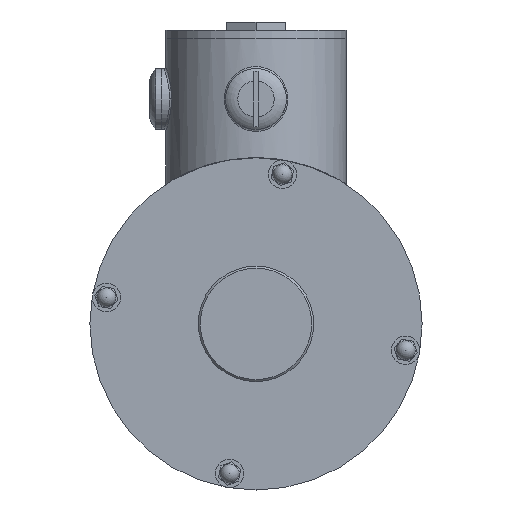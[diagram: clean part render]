
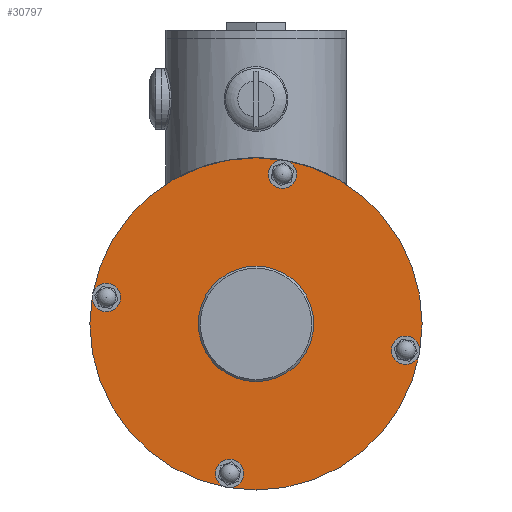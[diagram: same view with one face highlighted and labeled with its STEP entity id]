
A CAD part, left-side view. The second image highlights one B-rep face of the part: STEP entity #30797.
In plain terms, the highlighted planar face has unit normal (-1, 0, 0).
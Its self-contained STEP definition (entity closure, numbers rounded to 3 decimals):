
#10797=ORIENTED_EDGE('',*,*,#13652,.F.);
#10798=ORIENTED_EDGE('',*,*,#13653,.F.);
#10799=ORIENTED_EDGE('',*,*,#13654,.T.);
#10800=ORIENTED_EDGE('',*,*,#13651,.F.);
#10801=ORIENTED_EDGE('',*,*,#13655,.F.);
#10802=ORIENTED_EDGE('',*,*,#13656,.F.);
#12430=CIRCLE('',#29574,5.);
#12431=CIRCLE('',#29576,82.);
#12432=CIRCLE('',#29577,5.);
#12433=CIRCLE('',#29578,28.5);
#12434=CIRCLE('',#29579,5.);
#12435=CIRCLE('',#29580,5.);
#12952=VERTEX_POINT('',#22898);
#12953=VERTEX_POINT('',#22901);
#12954=VERTEX_POINT('',#22903);
#12955=VERTEX_POINT('',#22905);
#12956=VERTEX_POINT('',#22907);
#12957=VERTEX_POINT('',#22909);
#13651=EDGE_CURVE('',#12952,#12952,#12430,.T.);
#13652=EDGE_CURVE('',#12953,#12953,#12431,.T.);
#13653=EDGE_CURVE('',#12954,#12954,#12432,.T.);
#13654=EDGE_CURVE('',#12955,#12955,#12433,.T.);
#13655=EDGE_CURVE('',#12956,#12956,#12434,.T.);
#13656=EDGE_CURVE('',#12957,#12957,#12435,.T.);
#14600=EDGE_LOOP('',(#10797));
#14601=EDGE_LOOP('',(#10798));
#14602=EDGE_LOOP('',(#10799));
#14603=EDGE_LOOP('',(#10800));
#14604=EDGE_LOOP('',(#10801));
#14605=EDGE_LOOP('',(#10802));
#15383=FACE_BOUND('',#14600,.T.);
#15384=FACE_BOUND('',#14601,.T.);
#15385=FACE_BOUND('',#14602,.T.);
#15386=FACE_BOUND('',#14603,.T.);
#15387=FACE_BOUND('',#14604,.T.);
#15388=FACE_BOUND('',#14605,.T.);
#16395=DIRECTION('',(-1.,0.,0.));
#16396=DIRECTION('',(0.,0.,-5.));
#16397=DIRECTION('',(-1.,0.,0.));
#16398=DIRECTION('',(0.,1.,0.));
#16399=DIRECTION('',(1.,0.,0.));
#16400=DIRECTION('',(0.,82.,0.));
#16401=DIRECTION('',(-1.,0.,0.));
#16402=DIRECTION('',(0.,0.,-5.));
#16403=DIRECTION('',(1.,0.,0.));
#16404=DIRECTION('',(0.,28.5,0.));
#16405=DIRECTION('',(-1.,0.,0.));
#16406=DIRECTION('',(0.,0.,-5.));
#16407=DIRECTION('',(-1.,0.,0.));
#16408=DIRECTION('',(0.,0.,-5.));
#22898=CARTESIAN_POINT('',(0.,-13.024,68.861));
#22899=CARTESIAN_POINT('',(0.,-13.024,73.861));
#22900=CARTESIAN_POINT('',(0.,82.,0.));
#22901=CARTESIAN_POINT('',(0.,82.,0.));
#22902=CARTESIAN_POINT('',(0.,0.,0.));
#22903=CARTESIAN_POINT('',(0.,73.861,8.024));
#22904=CARTESIAN_POINT('',(0.,73.861,13.024));
#22905=CARTESIAN_POINT('',(0.,28.5,0.));
#22906=CARTESIAN_POINT('',(0.,0.,0.));
#22907=CARTESIAN_POINT('',(0.,-73.861,-18.024));
#22908=CARTESIAN_POINT('',(0.,-73.861,-13.024));
#22909=CARTESIAN_POINT('',(0.,13.024,-78.861));
#22910=CARTESIAN_POINT('',(0.,13.024,-73.861));
#29574=AXIS2_PLACEMENT_3D('',#22899,#16395,#16396);
#29575=AXIS2_PLACEMENT_3D('',#22900,#16397,#16398);
#29576=AXIS2_PLACEMENT_3D('',#22902,#16399,#16400);
#29577=AXIS2_PLACEMENT_3D('',#22904,#16401,#16402);
#29578=AXIS2_PLACEMENT_3D('',#22906,#16403,#16404);
#29579=AXIS2_PLACEMENT_3D('',#22908,#16405,#16406);
#29580=AXIS2_PLACEMENT_3D('',#22910,#16407,#16408);
#30556=PLANE('',#29575);
#30797=ADVANCED_FACE('',(#15383,#15384,#15385,#15386,#15387,#15388),#30556,
 .T.);
